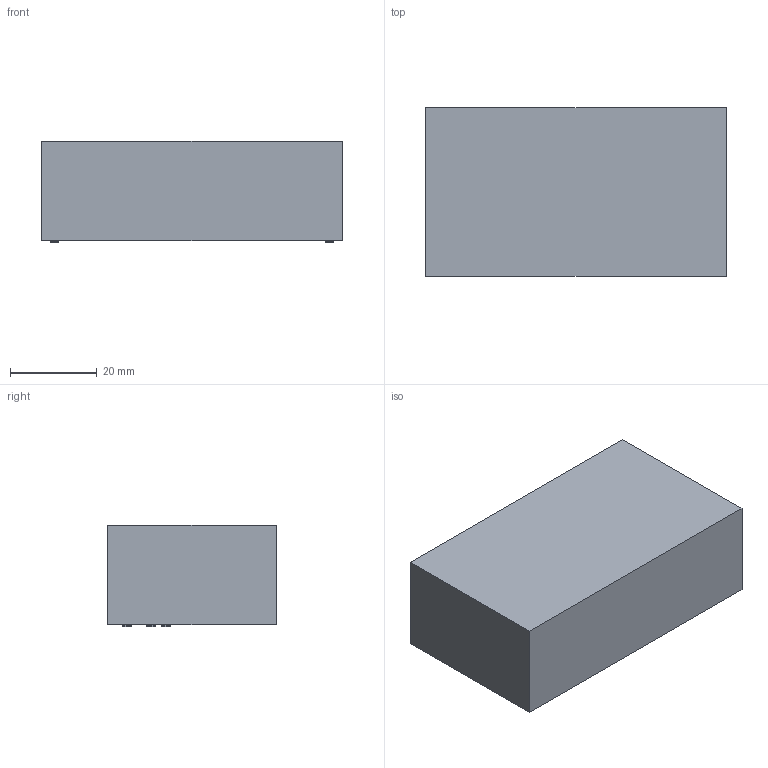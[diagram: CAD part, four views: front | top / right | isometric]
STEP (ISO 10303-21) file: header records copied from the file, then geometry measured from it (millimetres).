
FILE_DESCRIPTION(('STEP AP214'),'1');
FILE_NAME('LD30-23BxxR2_MNS','2025-02-27T02:38:57',(''),(''),'','','');
FILE_SCHEMA(('AUTOMOTIVE_DESIGN'));
Length unit declared in the file: millimetre
Products named in the file (1): product
Bounding box: 69.49 x 38.99 x 23.5 mm (x, y, z)
Volume: 62283.3 mm3; surface area: 10452 mm2
Topology: 2 solids, 6 shells, 89 faces, 159 edges, 66 vertices
Faces by surface type: plane 88, cylinder 1
Full cylindrical faces by diameter (mm): 0.635 x1
Entity records: 2029 total; most frequent: DIRECTION 342, ORIENTED_EDGE 268, CARTESIAN_POINT 159, EDGE_CURVE 158, LINE 156, VECTOR 156, AXIS2_PLACEMENT_3D 93, EDGE_LOOP 90
